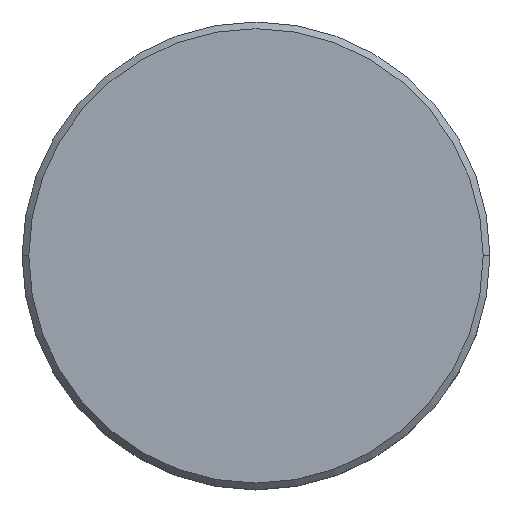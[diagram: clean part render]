
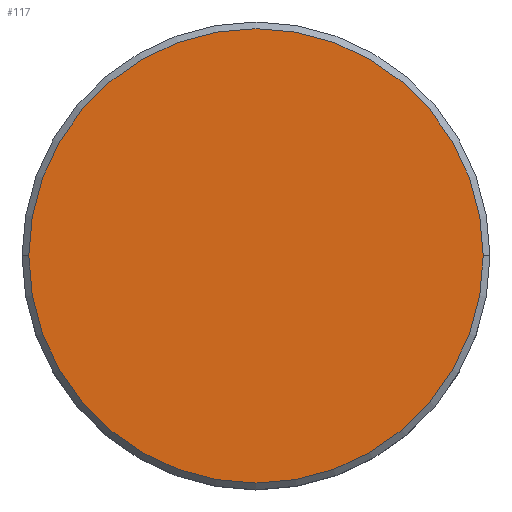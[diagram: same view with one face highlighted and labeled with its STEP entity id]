
A CAD part, top view. The second image highlights one B-rep face of the part: STEP entity #117.
In plain terms, the highlighted planar face has unit normal (0, 0, 1).
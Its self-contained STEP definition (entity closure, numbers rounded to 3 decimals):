
#11 = EDGE_CURVE ( 'NONE', #391, #596, #62, .T. ) ;
#18 = DIRECTION ( 'NONE',  ( 1., 0., 0. ) ) ;
#35 = DIRECTION ( 'NONE',  ( 0., 0., 1. ) ) ;
#62 = CIRCLE ( 'NONE', #352, 17. ) ;
#66 = PLANE ( 'NONE',  #228 ) ;
#117 = ADVANCED_FACE ( 'NONE', ( #467 ), #66, .T. ) ;
#221 = EDGE_LOOP ( 'NONE', ( #297, #269 ) ) ;
#222 = DIRECTION ( 'NONE',  ( 1., 0., 0. ) ) ;
#228 = AXIS2_PLACEMENT_3D ( 'NONE', #340, #526, #18 ) ;
#251 = CARTESIAN_POINT ( 'NONE',  ( 0., 0., 0. ) ) ;
#266 = CARTESIAN_POINT ( 'NONE',  ( 0., 0., 0. ) ) ;
#269 = ORIENTED_EDGE ( 'NONE', *, *, #11, .T. ) ;
#295 = DIRECTION ( 'NONE',  ( 0., 0., 1. ) ) ;
#297 = ORIENTED_EDGE ( 'NONE', *, *, #520, .T. ) ;
#340 = CARTESIAN_POINT ( 'NONE',  ( 0., 0., 0. ) ) ;
#352 = AXIS2_PLACEMENT_3D ( 'NONE', #251, #295, #561 ) ;
#382 = CARTESIAN_POINT ( 'NONE',  ( -17., 0., 0. ) ) ;
#391 = VERTEX_POINT ( 'NONE', #563 ) ;
#414 = AXIS2_PLACEMENT_3D ( 'NONE', #266, #35, #222 ) ;
#467 = FACE_OUTER_BOUND ( 'NONE', #221, .T. ) ;
#520 = EDGE_CURVE ( 'NONE', #596, #391, #580, .T. ) ;
#526 = DIRECTION ( 'NONE',  ( 0., 0., 1. ) ) ;
#561 = DIRECTION ( 'NONE',  ( 1., 0., 0. ) ) ;
#563 = CARTESIAN_POINT ( 'NONE',  ( 17., 0., 0. ) ) ;
#580 = CIRCLE ( 'NONE', #414, 17. ) ;
#596 = VERTEX_POINT ( 'NONE', #382 ) ;
